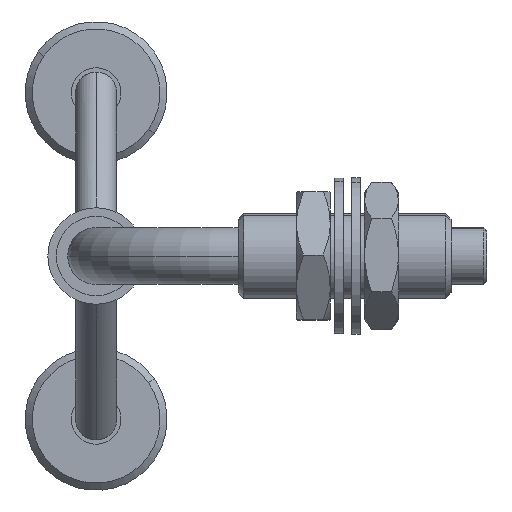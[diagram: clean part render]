
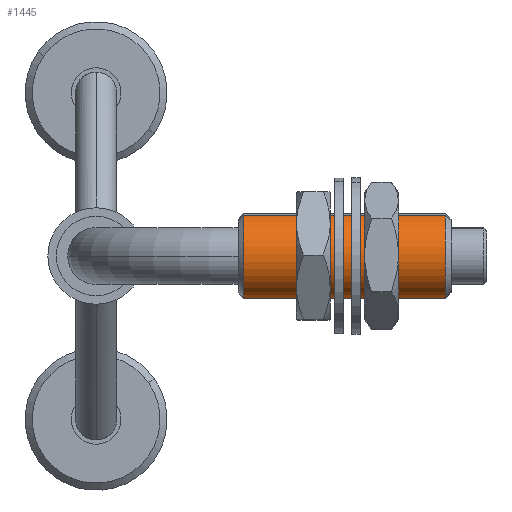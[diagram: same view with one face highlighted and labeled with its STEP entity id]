
A CAD part, left-side view. The second image highlights one B-rep face of the part: STEP entity #1445.
In plain terms, the highlighted cylindrical face has radius 3 mm (diameter 6 mm), a partial arc.
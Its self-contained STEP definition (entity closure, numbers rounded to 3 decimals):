
#49 = VERTEX_POINT ( 'NONE', #1695 ) ;
#118 = FACE_OUTER_BOUND ( 'NONE', #2503, .T. ) ;
#152 = DIRECTION ( 'NONE',  ( 1., 0., 0. ) ) ;
#220 = DIRECTION ( 'NONE',  ( 0., 0., -1. ) ) ;
#610 = EDGE_CURVE ( 'NONE', #1697, #2350, #2751, .T. ) ;
#673 = VECTOR ( 'NONE', #1639, 1000. ) ;
#766 = CARTESIAN_POINT ( 'NONE',  ( 16.25, 0., 0. ) ) ;
#769 = AXIS2_PLACEMENT_3D ( 'NONE', #766, #1875, #2752 ) ;
#813 = CARTESIAN_POINT ( 'NONE',  ( 1.65, 0., 0. ) ) ;
#844 = CARTESIAN_POINT ( 'NONE',  ( 15.85, 0., 3. ) ) ;
#916 = AXIS2_PLACEMENT_3D ( 'NONE', #813, #152, #2557 ) ;
#965 = CARTESIAN_POINT ( 'NONE',  ( 1.65, 0., -3. ) ) ;
#1000 = VECTOR ( 'NONE', #2278, 1000. ) ;
#1001 = ORIENTED_EDGE ( 'NONE', *, *, #2733, .T. ) ;
#1122 = CIRCLE ( 'NONE', #916, 3. ) ;
#1396 = EDGE_CURVE ( 'NONE', #49, #2096, #1859, .T. ) ;
#1416 = CARTESIAN_POINT ( 'NONE',  ( 16.25, 0., -3. ) ) ;
#1445 = ADVANCED_FACE ( 'NONE', ( #118 ), #1701, .T. ) ;
#1456 = CIRCLE ( 'NONE', #2451, 3. ) ;
#1460 = EDGE_CURVE ( 'NONE', #2096, #2350, #1122, .T. ) ;
#1639 = DIRECTION ( 'NONE',  ( -1., 0., 0. ) ) ;
#1675 = ORIENTED_EDGE ( 'NONE', *, *, #610, .F. ) ;
#1695 = CARTESIAN_POINT ( 'NONE',  ( 15.85, 0., -3. ) ) ;
#1697 = VERTEX_POINT ( 'NONE', #844 ) ;
#1701 = CYLINDRICAL_SURFACE ( 'NONE', #769, 3. ) ;
#1859 = LINE ( 'NONE', #1416, #673 ) ;
#1875 = DIRECTION ( 'NONE',  ( -1., 0., 0. ) ) ;
#1950 = CARTESIAN_POINT ( 'NONE',  ( 15.85, 0., 0. ) ) ;
#2096 = VERTEX_POINT ( 'NONE', #965 ) ;
#2154 = DIRECTION ( 'NONE',  ( -1., 0., 0. ) ) ;
#2278 = DIRECTION ( 'NONE',  ( -1., 0., 0. ) ) ;
#2321 = ORIENTED_EDGE ( 'NONE', *, *, #1396, .T. ) ;
#2350 = VERTEX_POINT ( 'NONE', #2504 ) ;
#2409 = CARTESIAN_POINT ( 'NONE',  ( 16.25, 0., 3. ) ) ;
#2447 = ORIENTED_EDGE ( 'NONE', *, *, #1460, .T. ) ;
#2451 = AXIS2_PLACEMENT_3D ( 'NONE', #1950, #2154, #220 ) ;
#2503 = EDGE_LOOP ( 'NONE', ( #1001, #2321, #2447, #1675 ) ) ;
#2504 = CARTESIAN_POINT ( 'NONE',  ( 1.65, 0., 3. ) ) ;
#2557 = DIRECTION ( 'NONE',  ( 0., 0., -1. ) ) ;
#2733 = EDGE_CURVE ( 'NONE', #1697, #49, #1456, .T. ) ;
#2751 = LINE ( 'NONE', #2409, #1000 ) ;
#2752 = DIRECTION ( 'NONE',  ( 0., 0., 1. ) ) ;
